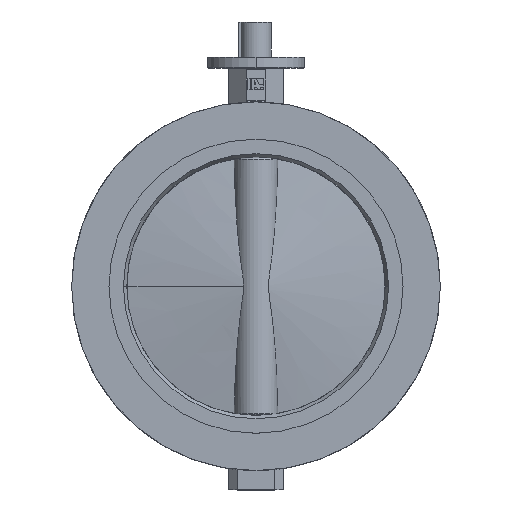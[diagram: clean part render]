
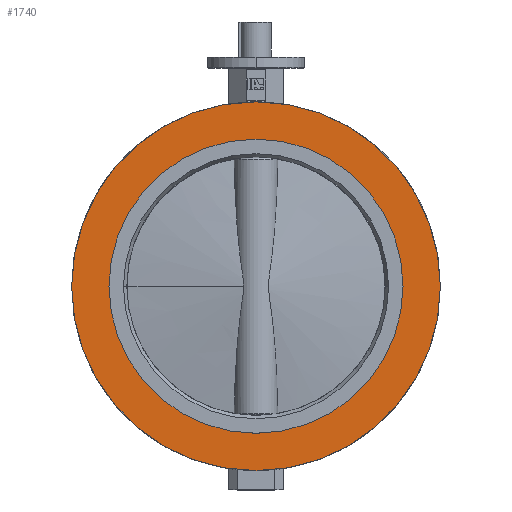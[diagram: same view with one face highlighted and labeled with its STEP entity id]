
A CAD part, top view. The second image highlights one B-rep face of the part: STEP entity #1740.
In plain terms, the highlighted planar face has unit normal (0, 0, 1).
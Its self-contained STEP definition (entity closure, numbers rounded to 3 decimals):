
#9 = EDGE_LOOP ( 'NONE', ( #2624, #2625 ) ) ;
#16 = EDGE_LOOP ( 'NONE', ( #2622, #2623 ) ) ;
#177 = AXIS2_PLACEMENT_3D ( 'NONE', #410, #411, #412 ) ;
#195 = AXIS2_PLACEMENT_3D ( 'NONE', #510, #511, #512 ) ;
#203 = AXIS2_PLACEMENT_3D ( 'NONE', #685, #686, #687 ) ;
#410 = CARTESIAN_POINT ( 'NONE',  ( 0., 0., 76.5 ) ) ;
#411 = DIRECTION ( 'NONE',  ( 0., 0., -1. ) ) ;
#412 = DIRECTION ( 'NONE',  ( -1., 0., 0. ) ) ;
#510 = CARTESIAN_POINT ( 'NONE',  ( 0., 0., 76.5 ) ) ;
#511 = DIRECTION ( 'NONE',  ( 0., 0., 1. ) ) ;
#512 = DIRECTION ( 'NONE',  ( 1., 0., 0. ) ) ;
#685 = CARTESIAN_POINT ( 'NONE',  ( 0., 0., 76.5 ) ) ;
#686 = DIRECTION ( 'NONE',  ( 0., 0., 1. ) ) ;
#687 = DIRECTION ( 'NONE',  ( 1., 0., 0. ) ) ;
#958 = CARTESIAN_POINT ( 'NONE',  ( 335., 0., 76.5 ) ) ;
#959 = CARTESIAN_POINT ( 'NONE',  ( -335., 0., 76.5 ) ) ;
#991 = CARTESIAN_POINT ( 'NONE',  ( 420., 0., 76.5 ) ) ;
#995 = CARTESIAN_POINT ( 'NONE',  ( -420., 0., 76.5 ) ) ;
#1432 = DIRECTION ( 'NONE',  ( -1., 0., 0. ) ) ;
#1436 = PLANE ( 'NONE',  #2359 ) ;
#1444 = CARTESIAN_POINT ( 'NONE',  ( -60., -380.296, 76.5 ) ) ;
#1445 = DIRECTION ( 'NONE',  ( 0., 0., -1. ) ) ;
#1740 = ADVANCED_FACE ( 'NONE', ( #4702, #4706 ), #1436, .F. ) ;
#1861 = EDGE_CURVE ( 'NONE', #4459, #4458, #4903, .T. ) ;
#2142 = EDGE_CURVE ( 'NONE', #4458, #4459, #4142, .T. ) ;
#2179 = EDGE_CURVE ( 'NONE', #4491, #4495, #4185, .T. ) ;
#2221 = EDGE_CURVE ( 'NONE', #4495, #4491, #4240, .T. ) ;
#2359 = AXIS2_PLACEMENT_3D ( 'NONE', #1444, #1445, #1432 ) ;
#2441 = AXIS2_PLACEMENT_3D ( 'NONE', #5311, #5312, #5313 ) ;
#2622 = ORIENTED_EDGE ( 'NONE', *, *, #2142, .T. ) ;
#2623 = ORIENTED_EDGE ( 'NONE', *, *, #1861, .T. ) ;
#2624 = ORIENTED_EDGE ( 'NONE', *, *, #2221, .T. ) ;
#2625 = ORIENTED_EDGE ( 'NONE', *, *, #2179, .T. ) ;
#4142 = CIRCLE ( 'NONE', #177, 335. ) ;
#4185 = CIRCLE ( 'NONE', #195, 420. ) ;
#4240 = CIRCLE ( 'NONE', #203, 420. ) ;
#4458 = VERTEX_POINT ( 'NONE', #958 ) ;
#4459 = VERTEX_POINT ( 'NONE', #959 ) ;
#4491 = VERTEX_POINT ( 'NONE', #991 ) ;
#4495 = VERTEX_POINT ( 'NONE', #995 ) ;
#4702 = FACE_BOUND ( 'NONE', #16, .T. ) ;
#4706 = FACE_OUTER_BOUND ( 'NONE', #9, .T. ) ;
#4903 = CIRCLE ( 'NONE', #2441, 335. ) ;
#5311 = CARTESIAN_POINT ( 'NONE',  ( 0., 0., 76.5 ) ) ;
#5312 = DIRECTION ( 'NONE',  ( 0., 0., -1. ) ) ;
#5313 = DIRECTION ( 'NONE',  ( -1., 0., 0. ) ) ;
